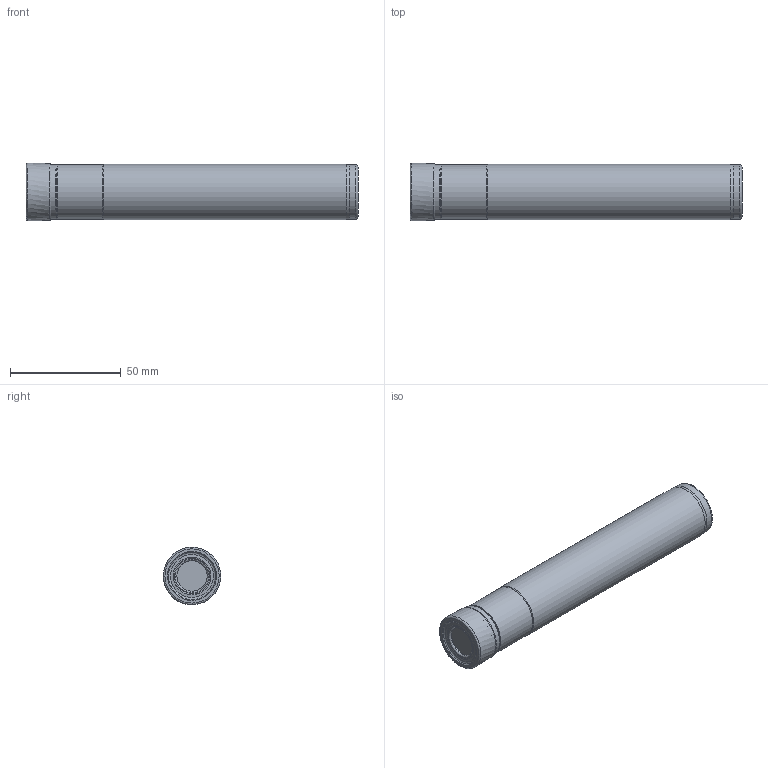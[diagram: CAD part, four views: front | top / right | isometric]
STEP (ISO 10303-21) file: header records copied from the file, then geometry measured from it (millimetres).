
FILE_DESCRIPTION(/* description */ (''),/* implementation_level */ '2;1');
FILE_NAME(/* name */ 'AEM90-AO1236-D26-C25-L150-Z04-H.stp',/* time_stamp */ '2023-10-03T12:40:25+03:00',/* author */ (''),/* organization */ (''),/* preprocessor_version */ 'ST-DEVELOPER v19.4',/* originating_system */ 'SIEMENS PLM Software NX2306.3001',/* authorisation */ '');
FILE_SCHEMA (('AUTOMOTIVE_DESIGN { 1 0 10303 214 3 1 1 1 }'));
Length unit declared in the file: millimetre
Products named in the file (1): AEM90-AO1236-D26-C25-L150-Z04-H
Bounding box: 150.02 x 25.96 x 25.98 mm (x, y, z)
Volume: 76421.6 mm3; surface area: 14614.5 mm2
Topology: 2 solids, 2 shells, 36 faces, 87 edges, 53 vertices
Faces by surface type: revolution 18, cone 6, torus 6, cylinder 4, plane 2
Full cylindrical faces by diameter (mm): 24.5 x2, 24.8 x1, 25 x1
Entity records: 956 total; most frequent: CARTESIAN_POINT 167, DIRECTION 140, EDGE_LOOP 70, ORIENTED_EDGE 70, FACE_BOUND 68, AXIS2_PLACEMENT_3D 56, ADVANCED_FACE 36, VERTEX_POINT 35
